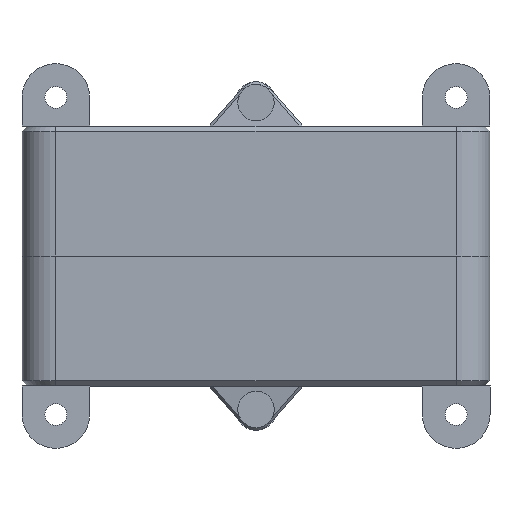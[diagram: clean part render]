
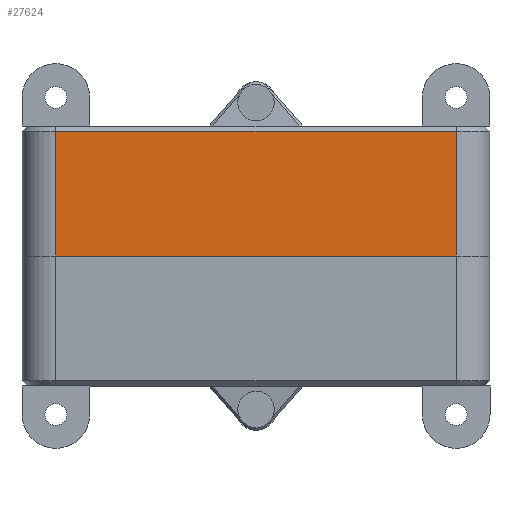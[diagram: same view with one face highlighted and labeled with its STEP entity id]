
A CAD part, front view. The second image highlights one B-rep face of the part: STEP entity #27624.
In plain terms, the highlighted planar face has unit normal (0, -1, 0).
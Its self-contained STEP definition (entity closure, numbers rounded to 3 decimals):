
#1563=PLANE('',#29402);
#2703=FACE_OUTER_BOUND('',#4268,.T.);
#4268=EDGE_LOOP('',(#21956,#21957,#21958,#21959));
#5376=LINE('',#36827,#8283);
#5418=LINE('',#36938,#8325);
#5524=LINE('',#37393,#8431);
#5525=LINE('',#37395,#8432);
#8283=VECTOR('',#30602,10.);
#8325=VECTOR('',#30686,10.);
#8431=VECTOR('',#30884,10.);
#8432=VECTOR('',#30887,10.);
#11979=VERTEX_POINT('',#36824);
#11980=VERTEX_POINT('',#36826);
#12026=VERTEX_POINT('',#36930);
#12028=VERTEX_POINT('',#36936);
#14701=EDGE_CURVE('',#11979,#11980,#5376,.T.);
#14757=EDGE_CURVE('',#12028,#12026,#5418,.T.);
#14902=EDGE_CURVE('',#11980,#12028,#5524,.T.);
#14903=EDGE_CURVE('',#12026,#11979,#5525,.T.);
#21956=ORIENTED_EDGE('',*,*,#14757,.F.);
#21957=ORIENTED_EDGE('',*,*,#14902,.F.);
#21958=ORIENTED_EDGE('',*,*,#14701,.F.);
#21959=ORIENTED_EDGE('',*,*,#14903,.F.);
#27624=ADVANCED_FACE('',(#2703),#1563,.T.);
#29402=AXIS2_PLACEMENT_3D('',#41868,#32756,#32757);
#30602=DIRECTION('',(1.,0.,0.));
#30686=DIRECTION('',(-1.,0.,0.));
#30884=DIRECTION('',(0.,0.,-1.));
#30887=DIRECTION('',(0.,0.,1.));
#32756=DIRECTION('center_axis',(0.,-1.,0.));
#32757=DIRECTION('ref_axis',(1.,0.,0.));
#36824=CARTESIAN_POINT('',(-38.5,0.,25.));
#36826=CARTESIAN_POINT('',(38.5,0.,25.));
#36827=CARTESIAN_POINT('',(-45.,0.,25.));
#36930=CARTESIAN_POINT('',(-38.5,0.,1.));
#36936=CARTESIAN_POINT('',(38.5,0.,1.));
#36938=CARTESIAN_POINT('',(-22.5,0.,1.));
#37393=CARTESIAN_POINT('',(38.5,0.,0.));
#37395=CARTESIAN_POINT('',(-38.5,0.,0.));
#41868=CARTESIAN_POINT('Origin',(-45.,0.,
0.));
